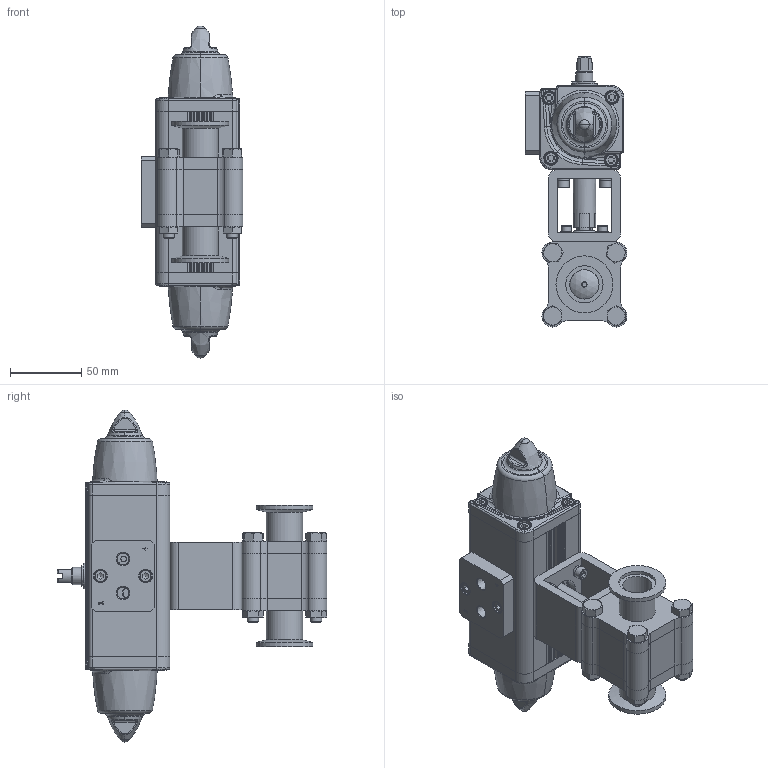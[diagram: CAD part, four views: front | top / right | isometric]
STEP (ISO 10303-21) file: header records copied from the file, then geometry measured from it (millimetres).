
FILE_DESCRIPTION(/* description */ (''),/* implementation_level */ '2;1');
FILE_NAME(/* name */ '3009128c.stp',/* time_stamp */ '2020-10-07T13:27:53-04:00',/* author */ ('Sana_M'),/* organization */ (''),/* preprocessor_version */ 'ST-DEVELOPER v16.13',/* originating_system */ 'Autodesk Inventor 2018',/* authorisation */ '');
FILE_SCHEMA (('AUTOMOTIVE_DESIGN { 1 0 10303 214 3 1 1 }'));
Products named in the file (1): 3009128c
Bounding box: 71.5 x 189.69 x 233.29 mm (x, y, z)
Surface area: 131997.9 mm2 (no closed solid volume)
Topology: 0 solids, 90 shells, 1356 faces, 3778 edges, 2398 vertices
Faces by surface type: cylinder 381, plane 375, bspline 209, cone 177, torus 145, sphere 69
Full cylindrical faces by diameter (mm): 1.7 x2, 3.175 x1, 4.166 x2, 5 x1, 6.858 x4, 7.938 x4, 8.382 x4, 8.89 x2, 11.074 x2, 11.3 x1, 12 x1, 15.875 x2, 18 x1, 19.05 x1, 20.625 x5, 25.4 x3, 26.187 x2, 40.005 x2
Entity records: 81699 total; most frequent: CARTESIAN_POINT 48010, DIRECTION 6639, ORIENTED_EDGE 6310, EDGE_CURVE 3590, AXIS2_PLACEMENT_3D 2684, VERTEX_POINT 2361, EDGE_LOOP 1554, CIRCLE 1442
